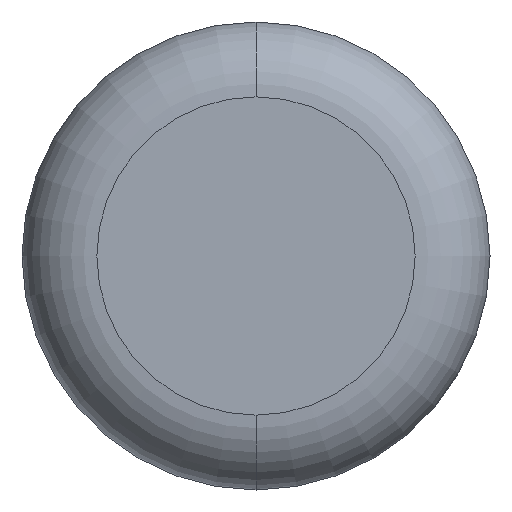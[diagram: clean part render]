
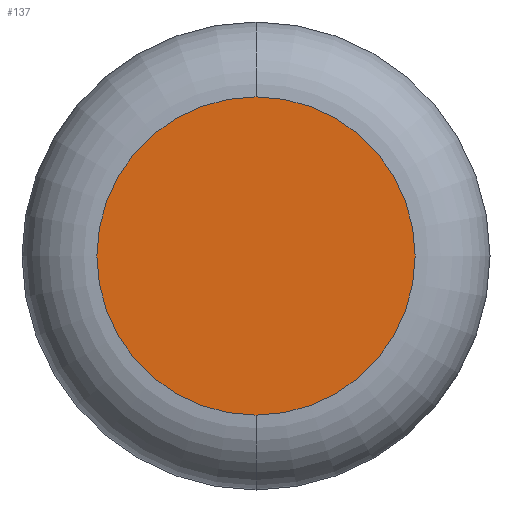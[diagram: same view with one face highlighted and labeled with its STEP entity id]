
A CAD part, front view. The second image highlights one B-rep face of the part: STEP entity #137.
In plain terms, the highlighted planar face has unit normal (0, -1, 0).
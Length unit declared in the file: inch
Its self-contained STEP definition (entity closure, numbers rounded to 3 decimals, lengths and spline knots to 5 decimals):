
#26 = CARTESIAN_POINT ( 'NONE',  ( 0., 0., 0. ) ) ;
#68 = DIRECTION ( 'NONE',  ( 0., 0., -1. ) ) ;
#75 = PLANE ( 'NONE',  #260 ) ;
#137 = ADVANCED_FACE ( 'NONE', ( #149 ), #75, .T. ) ;
#149 = FACE_OUTER_BOUND ( 'NONE', #461, .T. ) ;
#162 = ORIENTED_EDGE ( 'NONE', *, *, #222, .T. ) ;
#185 = DIRECTION ( 'NONE',  ( 0., -1., 0. ) ) ;
#189 = CARTESIAN_POINT ( 'NONE',  ( 0., 0., -0.1275 ) ) ;
#222 = EDGE_CURVE ( 'NONE', #294, #394, #516, .T. ) ;
#236 = DIRECTION ( 'NONE',  ( 0., -1., 0. ) ) ;
#239 = DIRECTION ( 'NONE',  ( 0., 0., -1. ) ) ;
#241 = CARTESIAN_POINT ( 'NONE',  ( 0., 0., 0. ) ) ;
#260 = AXIS2_PLACEMENT_3D ( 'NONE', #241, #236, #239 ) ;
#286 = CARTESIAN_POINT ( 'NONE',  ( 0., 0., 0.1275 ) ) ;
#294 = VERTEX_POINT ( 'NONE', #189 ) ;
#314 = CIRCLE ( 'NONE', #434, 0.1275 ) ;
#349 = EDGE_CURVE ( 'NONE', #394, #294, #314, .T. ) ;
#394 = VERTEX_POINT ( 'NONE', #286 ) ;
#414 = AXIS2_PLACEMENT_3D ( 'NONE', #26, #500, #450 ) ;
#434 = AXIS2_PLACEMENT_3D ( 'NONE', #439, #185, #68 ) ;
#439 = CARTESIAN_POINT ( 'NONE',  ( 0., 0., 0. ) ) ;
#450 = DIRECTION ( 'NONE',  ( 0., 0., -1. ) ) ;
#461 = EDGE_LOOP ( 'NONE', ( #162, #544 ) ) ;
#500 = DIRECTION ( 'NONE',  ( 0., -1., 0. ) ) ;
#516 = CIRCLE ( 'NONE', #414, 0.1275 ) ;
#544 = ORIENTED_EDGE ( 'NONE', *, *, #349, .T. ) ;
